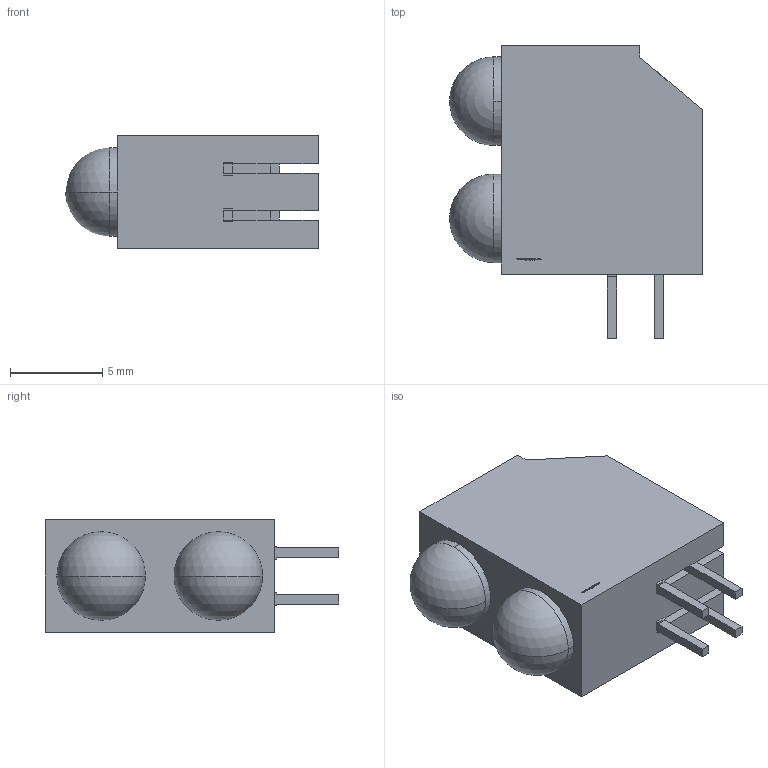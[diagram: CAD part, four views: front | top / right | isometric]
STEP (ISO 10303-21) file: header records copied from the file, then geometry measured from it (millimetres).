
FILE_DESCRIPTION (( 'STEP AP214' ), '1' );
FILE_NAME ('73EB.STEP', '2008-08-27T17:44:15', ( '' ), ( '' ), 'SwSTEP 2.0', 'SolidWorks 2008', '' );
FILE_SCHEMA (( 'AUTOMOTIVE_DESIGN' ));
Length unit declared in the file: millimetre
Products named in the file (1): 73EB
Bounding box: 13.7 x 15.9 x 6.1 mm (x, y, z)
Volume: 829.8 mm3; surface area: 719.9 mm2
Topology: 2 solids, 2 shells, 346 faces, 935 edges, 620 vertices
Faces by surface type: plane 220, bspline 116, cylinder 6, sphere 4
Entity records: 19925 total; most frequent: CARTESIAN_POINT 8282, ORIENTED_EDGE 1858, DIRECTION 1177, EDGE_CURVE 929, LINE 679, VECTOR 679, VERTEX_POINT 618, EDGE_LOOP 377
